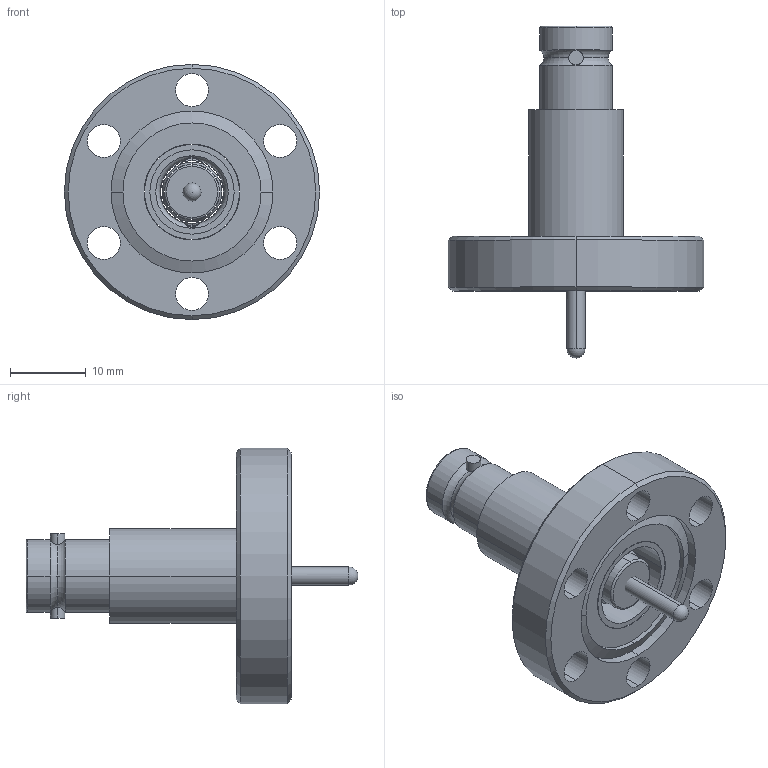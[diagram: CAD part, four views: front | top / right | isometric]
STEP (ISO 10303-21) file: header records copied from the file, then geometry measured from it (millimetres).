
FILE_DESCRIPTION (( 'STEP AP214' ), '1' );
FILE_NAME ('241-BNC-C16.step', '2025-02-18T19:25:30', ( '' ), ( '' ), 'SwSTEP 2.0', 'SolidWorks 2022', '' );
FILE_SCHEMA (( 'AUTOMOTIVE_DESIGN' ));
Length unit declared in the file: millimetre
Products named in the file (1): 241-BNC-C16
Bounding box: 33.78 x 43.94 x 33.78 mm (x, y, z)
Surface area: 5746.9 mm2 (no closed solid volume)
Topology: 0 solids, 5 shells, 74 faces, 195 edges, 128 vertices
Faces by surface type: cylinder 40, plane 15, torus 10, cone 8, sphere 1
Entity records: 2596 total; most frequent: CARTESIAN_POINT 651, DIRECTION 444, ORIENTED_EDGE 362, EDGE_CURVE 192, AXIS2_PLACEMENT_3D 191, VERTEX_POINT 126, CIRCLE 116, EDGE_LOOP 93
